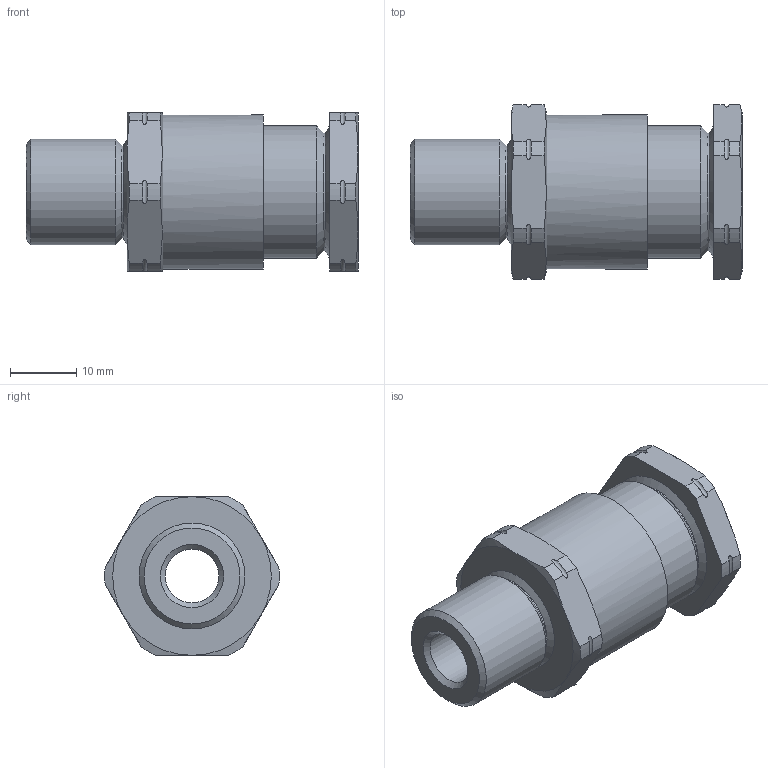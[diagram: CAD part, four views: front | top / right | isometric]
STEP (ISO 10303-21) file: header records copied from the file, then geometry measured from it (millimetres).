
FILE_DESCRIPTION (( 'STEP AP203' ), '1' );
FILE_NAME ('16A2F1001RA.STEP', '2017-08-29T10:45:10', ( '' ), ( '' ), 'SwSTEP 2.0', 'SolidWorks 2017', '' );
FILE_SCHEMA (( 'CONFIG_CONTROL_DESIGN' ));
Length unit declared in the file: millimetre
Products named in the file (1): 16A2F1001RA
Bounding box: 50.21 x 26.39 x 24 mm (x, y, z)
Surface area: 5863.3 mm2 (no closed solid volume)
Topology: 0 solids, 2 shells, 81 faces, 207 edges, 131 vertices
Faces by surface type: cylinder 31, cone 20, plane 17, torus 13
Full cylindrical faces by diameter (mm): 8.1 x1, 14 x1, 15.1 x1, 16 x1, 17.718 x1, 20 x1, 23.3 x1
Entity records: 2844 total; most frequent: CARTESIAN_POINT 918, DIRECTION 380, ORIENTED_EDGE 374, EDGE_CURVE 189, AXIS2_PLACEMENT_3D 163, VERTEX_POINT 129, EDGE_LOOP 102, FACE_OUTER_BOUND 89
